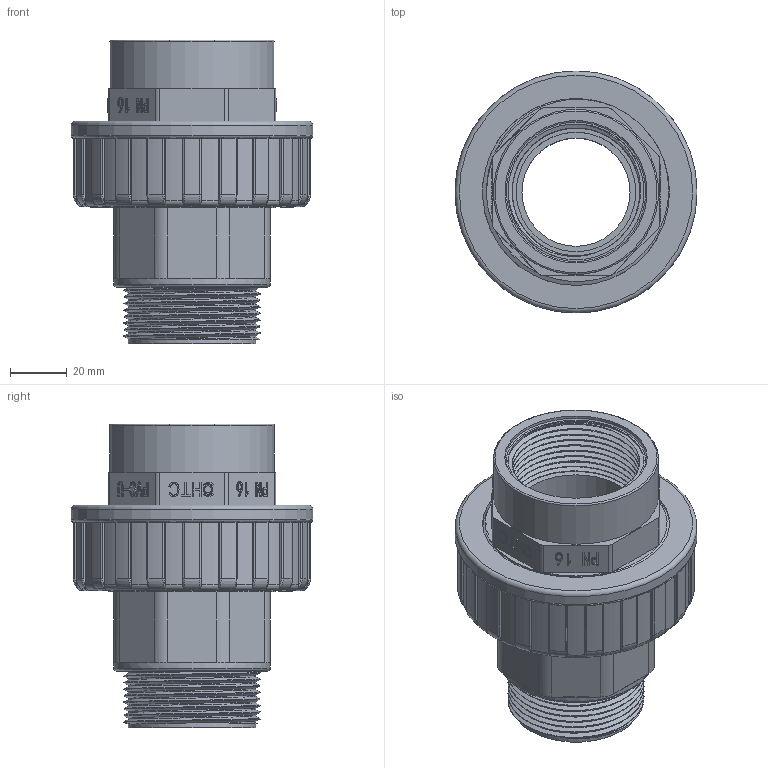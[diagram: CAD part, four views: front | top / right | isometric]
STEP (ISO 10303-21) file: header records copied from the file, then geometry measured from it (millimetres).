
FILE_DESCRIPTION(/* description */ (''),/* implementation_level */ '2;1');
FILE_NAME(/* name */ 'V1F050.stp',/* time_stamp */ '2025-03-29T15:29:52+08:00',/* author */ (''),/* organization */ (''),/* preprocessor_version */ 'ST-DEVELOPER v16',/* originating_system */ 'SIEMENS PLM Software NX 10.0',/* authorisation */ '');
FILE_SCHEMA (('AUTOMOTIVE_DESIGN { 1 0 10303 214 3 1 1 1 }'));
Products named in the file (1): gelv1774380Bv03w
Bounding box: 85 x 85 x 106.8 mm (x, y, z)
Volume: 121473.8 mm3; surface area: 74713.8 mm2
Topology: 3 solids, 4 shells, 905 faces, 2464 edges, 1637 vertices
Faces by surface type: plane 496, extrusion 168, cylinder 162, bspline 51, torus 27, cone 1
Full cylindrical faces by diameter (mm): 2 x1, 2.486 x1, 3 x1, 3.315 x1, 38 x1, 42 x1, 44.1 x1, 44.845 x8, 47.803 x9, 48 x1, 50 x1, 55 x1, 58 x2, 58.5 x1, 62.752 x7, 62.8 x1, 65.71 x9, 85 x1
Entity records: 42707 total; most frequent: CARTESIAN_POINT 23151, ORIENTED_EDGE 4652, DIRECTION 2890, EDGE_CURVE 2326, VERTEX_POINT 1560, B_SPLINE_CURVE_WITH_KNOTS 1409, AXIS2_PLACEMENT_3D 982, EDGE_LOOP 977
